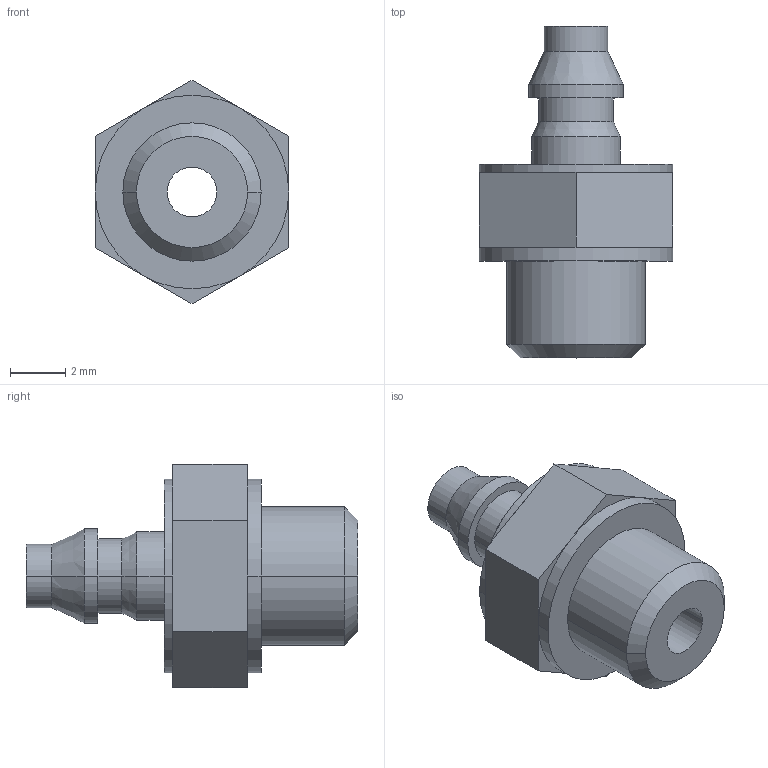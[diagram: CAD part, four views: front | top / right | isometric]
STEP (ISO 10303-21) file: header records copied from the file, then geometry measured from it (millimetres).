
FILE_DESCRIPTION( ( '' ), '1' );
FILE_NAME( 'm_5au_4_2_14a.stp', '2011-01-30T13:52:34', ( '' ), ( '' ), ' ', ' ', ' ' );
FILE_SCHEMA( ( 'automotive_design' ) );
Length unit declared in the file: millimetre
Products named in the file (1): 1
Bounding box: 7 x 12 x 8.08 mm (x, y, z)
Volume: 214.4 mm3; surface area: 326.8 mm2
Topology: 1 solids, 1 shells, 45 faces, 94 edges, 54 vertices
Faces by surface type: plane 23, cylinder 16, cone 6
Entity records: 2310 total; most frequent: DIRECTION 228, STYLED_ITEM 194, PRESENTATION_STYLE_ASSIGNMENT 194, CARTESIAN_POINT 194, COLOUR_RGB 194, ORIENTED_EDGE 188, EDGE_CURVE 94, CURVE_STYLE 94
